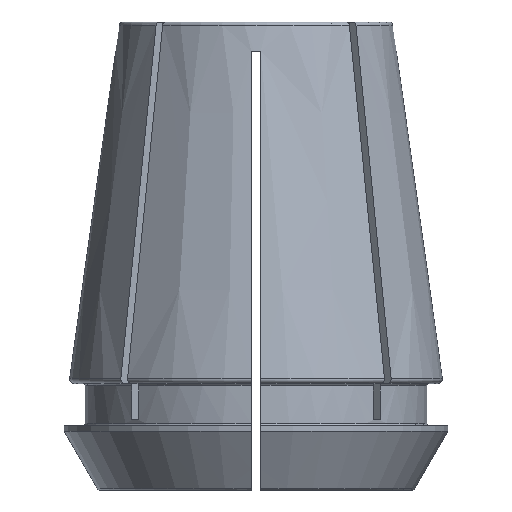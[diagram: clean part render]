
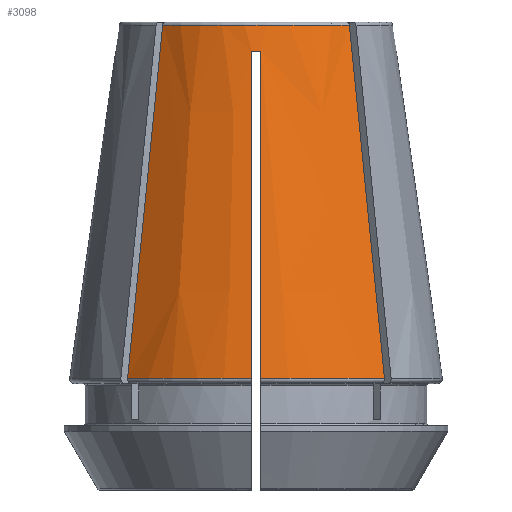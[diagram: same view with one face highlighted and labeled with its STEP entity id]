
A CAD part, front view. The second image highlights one B-rep face of the part: STEP entity #3098.
In plain terms, the highlighted conical face has half-angle 8 degrees and reference radius 11.657 mm.
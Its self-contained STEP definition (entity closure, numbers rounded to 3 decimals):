
#21=CONICAL_SURFACE('',#3328,11.657,0.14);
#70=B_SPLINE_CURVE_WITH_KNOTS('',3,(#4795,#4796,#4797,#4798),
 .UNSPECIFIED.,.F.,.F.,(4,4),(0.,0.03),
 .UNSPECIFIED.);
#81=B_SPLINE_CURVE_WITH_KNOTS('',3,(#4899,#4900,#4901,#4902,#4903,#4904,
#4905,#4906,#4907,#4908),.UNSPECIFIED.,.F.,.F.,(4,3,3,4),(0.018,
0.022,0.044,0.047),.UNSPECIFIED.);
#108=B_SPLINE_CURVE_WITH_KNOTS('',3,(#5178,#5179,#5180,#5181),
 .UNSPECIFIED.,.F.,.F.,(4,4),(0.,0.03),
 .UNSPECIFIED.);
#114=B_SPLINE_CURVE_WITH_KNOTS('',3,(#5242,#5243,#5244,#5245,#5246,#5247,
#5248,#5249,#5250,#5251),.UNSPECIFIED.,.F.,.F.,(4,3,3,4),(0.018,
0.022,0.044,0.047),.UNSPECIFIED.);
#904=ORIENTED_EDGE('',*,*,#1877,.T.);
#905=ORIENTED_EDGE('',*,*,#1856,.T.);
#906=ORIENTED_EDGE('',*,*,#1878,.F.);
#907=ORIENTED_EDGE('',*,*,#1734,.F.);
#908=ORIENTED_EDGE('',*,*,#1679,.T.);
#909=ORIENTED_EDGE('',*,*,#1879,.F.);
#910=ORIENTED_EDGE('',*,*,#1746,.F.);
#911=ORIENTED_EDGE('',*,*,#1768,.T.);
#1679=EDGE_CURVE('',#2180,#2178,#2496,.T.);
#1734=EDGE_CURVE('',#2180,#2225,#70,.T.);
#1746=EDGE_CURVE('',#2234,#2236,#2507,.T.);
#1768=EDGE_CURVE('',#2234,#2257,#81,.T.);
#1856=EDGE_CURVE('',#2337,#2338,#108,.T.);
#1877=EDGE_CURVE('',#2257,#2337,#2527,.T.);
#1878=EDGE_CURVE('',#2225,#2338,#2528,.T.);
#1879=EDGE_CURVE('',#2236,#2178,#114,.T.);
#2178=VERTEX_POINT('',#4608);
#2180=VERTEX_POINT('',#4611);
#2225=VERTEX_POINT('',#4799);
#2234=VERTEX_POINT('',#4830);
#2236=VERTEX_POINT('',#4833);
#2257=VERTEX_POINT('',#4898);
#2337=VERTEX_POINT('',#5182);
#2338=VERTEX_POINT('',#5183);
#2496=CIRCLE('',#3277,15.936);
#2507=CIRCLE('',#3297,12.009);
#2527=CIRCLE('',#3329,15.936);
#2528=CIRCLE('',#3330,11.694);
#2694=EDGE_LOOP('',(#904,#905,#906,#907,#908,#909,#910,#911));
#2862=FACE_BOUND('',#2694,.T.);
#3098=ADVANCED_FACE('',(#2862),#21,.T.);
#3277=AXIS2_PLACEMENT_3D('',#4610,#3679,#3680);
#3297=AXIS2_PLACEMENT_3D('',#4832,#3750,#3751);
#3328=AXIS2_PLACEMENT_3D('',#5239,#3883,#3884);
#3329=AXIS2_PLACEMENT_3D('',#5240,#3885,#3886);
#3330=AXIS2_PLACEMENT_3D('',#5241,#3887,#3888);
#3679=DIRECTION('',(0.,0.,1.));
#3680=DIRECTION('',(1.,0.,0.));
#3750=DIRECTION('',(0.,0.,-1.));
#3751=DIRECTION('',(-1.,0.,0.));
#3883=DIRECTION('',(0.,0.,-1.));
#3884=DIRECTION('',(-1.,0.,0.));
#3885=DIRECTION('',(0.,0.,1.));
#3886=DIRECTION('',(1.,0.,0.));
#3887=DIRECTION('',(0.,0.,1.));
#3888=DIRECTION('',(1.,0.,0.));
#4608=CARTESIAN_POINT('',(-0.4,-15.931,4.056));
#4610=CARTESIAN_POINT('',(0.,0.,4.056));
#4611=CARTESIAN_POINT('',(-10.982,-11.548,4.056));
#4795=CARTESIAN_POINT('',(-10.982,-11.548,4.056));
#4796=CARTESIAN_POINT('',(-9.982,-10.547,14.118));
#4797=CARTESIAN_POINT('',(-8.981,-9.547,24.18));
#4798=CARTESIAN_POINT('',(-7.981,-8.547,34.242));
#4799=CARTESIAN_POINT('',(-7.981,-8.547,34.242));
#4830=CARTESIAN_POINT('',(0.4,-12.002,32.));
#4832=CARTESIAN_POINT('',(0.,0.,32.));
#4833=CARTESIAN_POINT('',(-0.4,-12.002,32.));
#4898=CARTESIAN_POINT('',(0.4,-15.931,4.056));
#4899=CARTESIAN_POINT('',(0.4,-12.002,32.));
#4900=CARTESIAN_POINT('',(0.4,-12.162,30.861));
#4901=CARTESIAN_POINT('',(0.4,-12.322,29.721));
#4902=CARTESIAN_POINT('',(0.4,-12.483,28.582));
#4903=CARTESIAN_POINT('',(0.4,-13.5,21.344));
#4904=CARTESIAN_POINT('',(0.4,-14.518,14.106));
#4905=CARTESIAN_POINT('',(0.4,-15.535,6.869));
#4906=CARTESIAN_POINT('',(0.4,-15.667,5.931));
#4907=CARTESIAN_POINT('',(0.4,-15.799,4.993));
#4908=CARTESIAN_POINT('',(0.4,-15.931,4.056));
#5178=CARTESIAN_POINT('',(10.982,-11.548,4.056));
#5179=CARTESIAN_POINT('',(9.982,-10.547,14.118));
#5180=CARTESIAN_POINT('',(8.981,-9.547,24.18));
#5181=CARTESIAN_POINT('',(7.981,-8.547,34.242));
#5182=CARTESIAN_POINT('',(10.982,-11.548,4.056));
#5183=CARTESIAN_POINT('',(7.981,-8.547,34.242));
#5239=CARTESIAN_POINT('',(0.,0.,34.5));
#5240=CARTESIAN_POINT('',(0.,0.,4.056));
#5241=CARTESIAN_POINT('',(0.,0.,34.242));
#5242=CARTESIAN_POINT('',(-0.4,-12.002,32.));
#5243=CARTESIAN_POINT('',(-0.4,-12.162,30.861));
#5244=CARTESIAN_POINT('',(-0.4,-12.322,29.721));
#5245=CARTESIAN_POINT('',(-0.4,-12.483,28.582));
#5246=CARTESIAN_POINT('',(-0.4,-13.5,21.344));
#5247=CARTESIAN_POINT('',(-0.4,-14.518,14.106));
#5248=CARTESIAN_POINT('',(-0.4,-15.535,6.869));
#5249=CARTESIAN_POINT('',(-0.4,-15.667,5.931));
#5250=CARTESIAN_POINT('',(-0.4,-15.799,4.993));
#5251=CARTESIAN_POINT('',(-0.4,-15.931,4.056));
